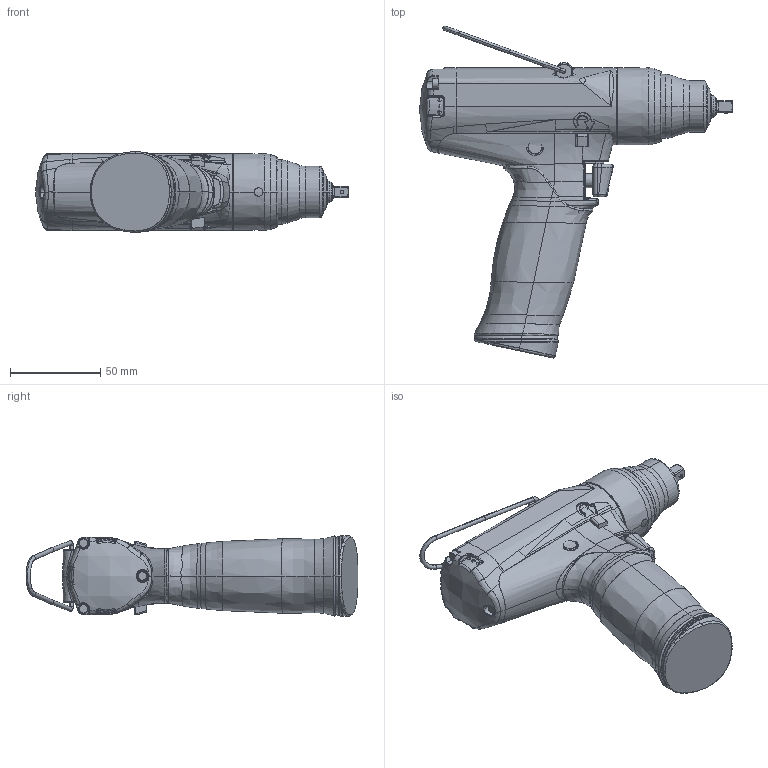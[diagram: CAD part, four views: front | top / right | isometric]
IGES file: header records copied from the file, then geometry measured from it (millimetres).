
Start section:  PTC IGES file: 18ep06d2_sw.igs
Global section: file name: 18ep06d2_sw.igs; native system: Pro/ENGINEER by Parametric Technology Corporation; preprocessor: 2006140; author: SmithS; organization: Unknown; date: 20070321.100232; units: inch
Bounding box: 173.01 x 183.45 x 44.45 mm (x, y, z)
Surface area: 55615.3 mm2 (no closed solid volume)
Topology: 0 solids, 0 shells, 647 faces, 3052 edges, 3034 vertices
Faces by surface type: bspline 409, revolution 236, extrusion 2
